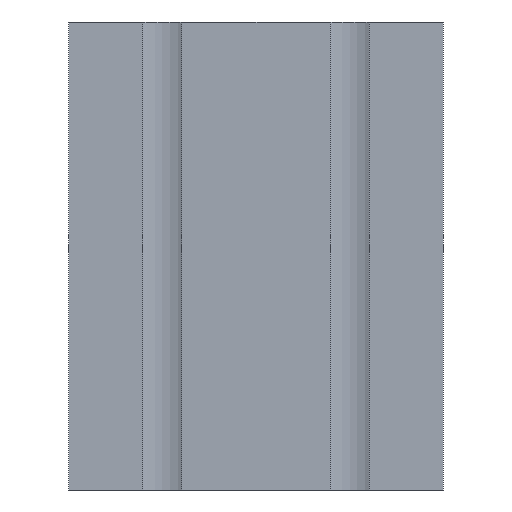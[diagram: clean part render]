
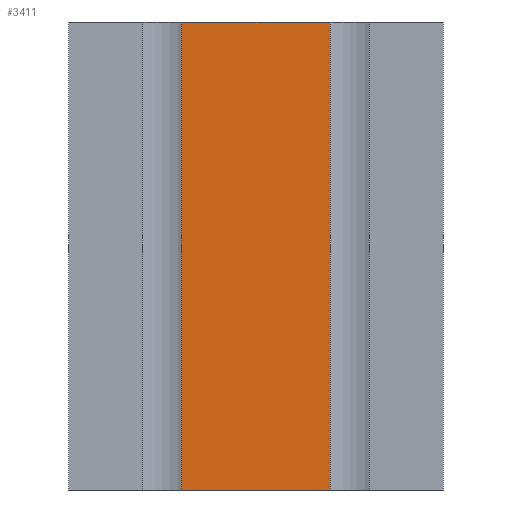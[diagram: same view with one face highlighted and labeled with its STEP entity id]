
A CAD part, left-side view. The second image highlights one B-rep face of the part: STEP entity #3411.
In plain terms, the highlighted planar face has unit normal (-1, 0, 0).
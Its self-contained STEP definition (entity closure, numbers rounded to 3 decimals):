
#3355=CARTESIAN_POINT('',(-10.821,28.485,100.0));
#3356=VERTEX_POINT('',#3355);
#3363=CARTESIAN_POINT('',(-10.821,28.485,0.0));
#3364=VERTEX_POINT('',#3363);
#3365=CARTESIAN_POINT('',(-10.821,28.485,0.0));
#3366=DIRECTION('',(0.0,0.0,1.0));
#3367=VECTOR('',#3366,100.0);
#3368=LINE('',#3365,#3367);
#3369=EDGE_CURVE('',#3364,#3356,#3368,.T.);
#3381=CARTESIAN_POINT('',(-10.821,28.485,0.0));
#3382=DIRECTION('',(-1.0,0.0,0.0));
#3383=DIRECTION('',(0.0,0.0,1.0));
#3384=AXIS2_PLACEMENT_3D('',#3381,#3382,#3383);
#3385=PLANE('',#3384);
#3386=CARTESIAN_POINT('',(-10.821,60.185,100.0));
#3387=VERTEX_POINT('',#3386);
#3388=CARTESIAN_POINT('',(-10.821,28.485,100.0));
#3389=DIRECTION('',(0.0,1.0,0.0));
#3390=VECTOR('',#3389,31.7);
#3391=LINE('',#3388,#3390);
#3392=EDGE_CURVE('',#3356,#3387,#3391,.T.);
#3393=ORIENTED_EDGE('',*,*,#3392,.T.);
#3394=CARTESIAN_POINT('',(-10.821,60.185,0.0));
#3395=VERTEX_POINT('',#3394);
#3396=CARTESIAN_POINT('',(-10.821,60.185,0.0));
#3397=DIRECTION('',(0.0,0.0,1.0));
#3398=VECTOR('',#3397,100.0);
#3399=LINE('',#3396,#3398);
#3400=EDGE_CURVE('',#3395,#3387,#3399,.T.);
#3401=ORIENTED_EDGE('',*,*,#3400,.F.);
#3402=CARTESIAN_POINT('',(-10.821,60.185,0.0));
#3403=DIRECTION('',(0.0,-1.0,0.0));
#3404=VECTOR('',#3403,31.7);
#3405=LINE('',#3402,#3404);
#3406=EDGE_CURVE('',#3395,#3364,#3405,.T.);
#3407=ORIENTED_EDGE('',*,*,#3406,.T.);
#3408=ORIENTED_EDGE('',*,*,#3369,.T.);
#3409=EDGE_LOOP('',(#3393,#3401,#3407,#3408));
#3410=FACE_OUTER_BOUND('',#3409,.T.);
#3411=ADVANCED_FACE('',(#3410),#3385,.T.);
